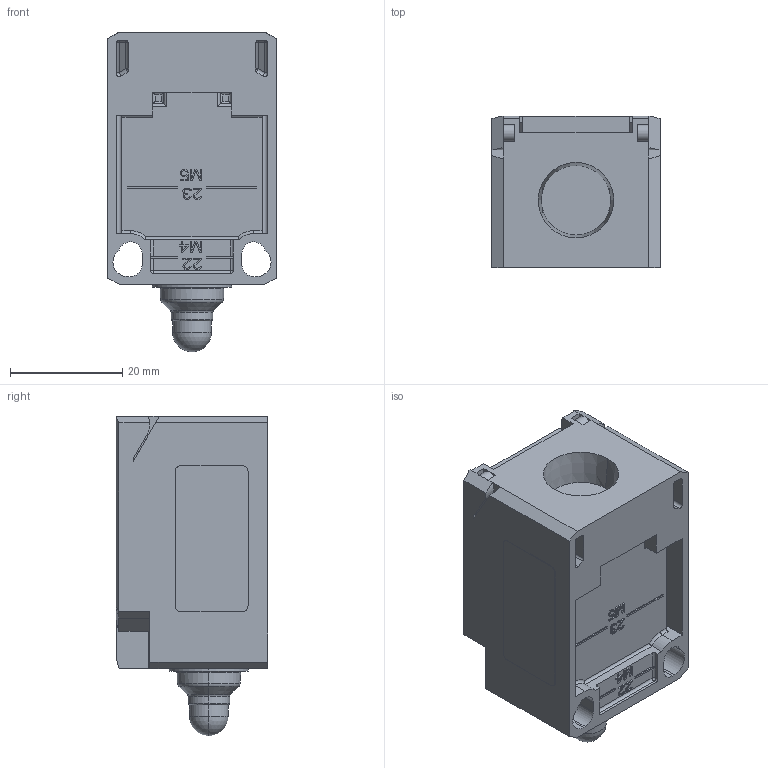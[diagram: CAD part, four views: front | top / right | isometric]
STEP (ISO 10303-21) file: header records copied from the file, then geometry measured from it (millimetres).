
FILE_DESCRIPTION((''),'2;1');
FILE_NAME('212898_ASM','2020-01-02T13:09:17',('PDMAdmin'),('BANNER ENGINEERING'),'CREO PARAMETRIC BY PTC INC, 2019292','CREO PARAMETRIC BY PTC INC, 2019292','');
FILE_SCHEMA(('CONFIG_CONTROL_DESIGN'));
Length unit declared in the file: millimetre
Products named in the file (6): SI-LS83RC10E_BODY_AF1; SI-LS83RC10E_PIN_AF1; SI-LS83RC10E_ROLLER_AF1; NB_TOP_93031; NB_93031_ASM; 212898_ASM
Assembly tree (5 placements, depth 3):
  212898_ASM
    NB_93031_ASM
      SI-LS83RC10E_BODY_AF1
      SI-LS83RC10E_PIN_AF1
      SI-LS83RC10E_ROLLER_AF1
      NB_TOP_93031
Bounding box: 30.2 x 27 x 57 mm (x, y, z)
Volume: 31095.2 mm3; surface area: 10162 mm2
Topology: 2 solids, 2 shells, 529 faces, 1448 edges, 931 vertices
Faces by surface type: plane 410, cylinder 91, sphere 12, torus 10, cone 6
Entity records: 16685 total; most frequent: CARTESIAN_POINT 3040, ORIENTED_EDGE 2872, DIRECTION 2708, EDGE_CURVE 1436, VECTOR 1210, LINE 1210, VERTEX_POINT 931, AXIS2_PLACEMENT_3D 749
